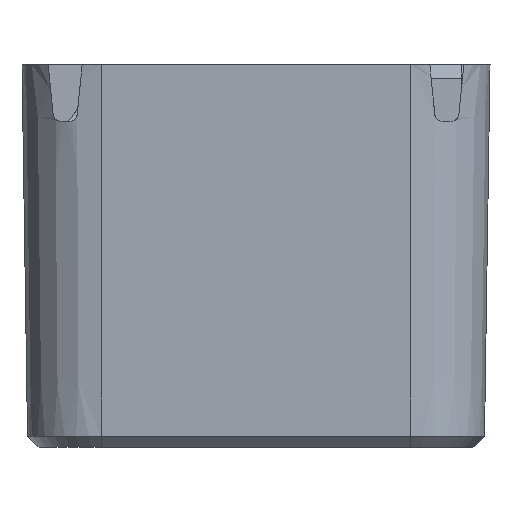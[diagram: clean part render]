
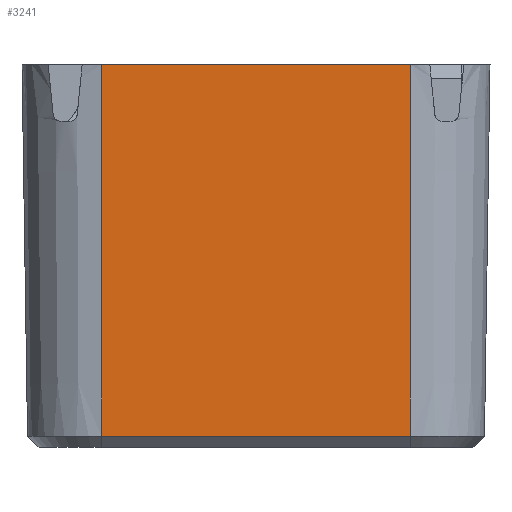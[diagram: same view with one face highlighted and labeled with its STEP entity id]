
A CAD part, left-side view. The second image highlights one B-rep face of the part: STEP entity #3241.
In plain terms, the highlighted planar face has unit normal (-1, 0, -0.015).
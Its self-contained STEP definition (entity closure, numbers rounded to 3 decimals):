
#32 = PLANE('',#33);
#33 = AXIS2_PLACEMENT_3D('',#34,#35,#36);
#34 = CARTESIAN_POINT('',(38.5,2.5,33.7));
#35 = DIRECTION('',(0.,0.,-1.));
#36 = DIRECTION('',(-1.,0.,0.));
#146 = VERTEX_POINT('',#147);
#147 = CARTESIAN_POINT('',(0.,7.,33.7));
#162 = CONICAL_SURFACE('',#163,7.,0.015);
#163 = AXIS2_PLACEMENT_3D('',#164,#165,#166);
#164 = CARTESIAN_POINT('',(7.,7.,33.7));
#165 = DIRECTION('',(0.,0.,1.));
#166 = DIRECTION('',(-1.,0.,0.));
#174 = EDGE_CURVE('',#146,#175,#177,.T.);
#175 = VERTEX_POINT('',#176);
#176 = CARTESIAN_POINT('',(0.,34.2,33.7));
#177 = SURFACE_CURVE('',#178,(#182,#189),.PCURVE_S1.);
#178 = LINE('',#179,#180);
#179 = CARTESIAN_POINT('',(0.,0.,33.7));
#180 = VECTOR('',#181,1.);
#181 = DIRECTION('',(0.,1.,0.));
#182 = PCURVE('',#32,#183);
#183 = DEFINITIONAL_REPRESENTATION('',(#184),#188);
#184 = LINE('',#185,#186);
#185 = CARTESIAN_POINT('',(38.5,-2.5));
#186 = VECTOR('',#187,1.);
#187 = DIRECTION('',(0.,1.));
#188 = ( GEOMETRIC_REPRESENTATION_CONTEXT(2) 
PARAMETRIC_REPRESENTATION_CONTEXT() REPRESENTATION_CONTEXT('2D SPACE',''
  ) );
#189 = PCURVE('',#190,#195);
#190 = PLANE('',#191);
#191 = AXIS2_PLACEMENT_3D('',#192,#193,#194);
#192 = CARTESIAN_POINT('',(0.5,0.,0.));
#193 = DIRECTION('',(-1.,0.,-0.015));
#194 = DIRECTION('',(0.,1.,0.));
#195 = DEFINITIONAL_REPRESENTATION('',(#196),#200);
#196 = LINE('',#197,#198);
#197 = CARTESIAN_POINT('',(0.,-33.704));
#198 = VECTOR('',#199,1.);
#199 = DIRECTION('',(1.,0.));
#200 = ( GEOMETRIC_REPRESENTATION_CONTEXT(2) 
PARAMETRIC_REPRESENTATION_CONTEXT() REPRESENTATION_CONTEXT('2D SPACE',''
  ) );
#219 = CONICAL_SURFACE('',#220,7.,0.015);
#220 = AXIS2_PLACEMENT_3D('',#221,#222,#223);
#221 = CARTESIAN_POINT('',(7.,34.2,33.7));
#222 = DIRECTION('',(0.,0.,1.));
#223 = DIRECTION('',(-1.,0.,0.));
#1532 = EDGE_CURVE('',#146,#1533,#1535,.T.);
#1533 = VERTEX_POINT('',#1534);
#1534 = CARTESIAN_POINT('',(0.485,7.,1.));
#1535 = SURFACE_CURVE('',#1536,(#1539,#1545),.PCURVE_S1.);
#1536 = B_SPLINE_CURVE_WITH_KNOTS('',1,(#1537,#1538),.UNSPECIFIED.,.F.,
  .F.,(2,2),(0.,1.),.PIECEWISE_BEZIER_KNOTS.);
#1537 = CARTESIAN_POINT('',(0.,7.,33.7));
#1538 = CARTESIAN_POINT('',(0.5,7.,0.));
#1539 = PCURVE('',#162,#1540);
#1540 = DEFINITIONAL_REPRESENTATION('',(#1541),#1544);
#1541 = B_SPLINE_CURVE_WITH_KNOTS('',1,(#1542,#1543),.UNSPECIFIED.,.F.,
  .F.,(2,2),(0.,1.),.PIECEWISE_BEZIER_KNOTS.);
#1542 = CARTESIAN_POINT('',(-6.283,0.));
#1543 = CARTESIAN_POINT('',(-6.283,-33.7));
#1544 = ( GEOMETRIC_REPRESENTATION_CONTEXT(2) 
PARAMETRIC_REPRESENTATION_CONTEXT() REPRESENTATION_CONTEXT('2D SPACE',''
  ) );
#1545 = PCURVE('',#190,#1546);
#1546 = DEFINITIONAL_REPRESENTATION('',(#1547),#1550);
#1547 = B_SPLINE_CURVE_WITH_KNOTS('',1,(#1548,#1549),.UNSPECIFIED.,.F.,
  .F.,(2,2),(0.,1.),.PIECEWISE_BEZIER_KNOTS.);
#1548 = CARTESIAN_POINT('',(7.,-33.704));
#1549 = CARTESIAN_POINT('',(7.,0.));
#1550 = ( GEOMETRIC_REPRESENTATION_CONTEXT(2) 
PARAMETRIC_REPRESENTATION_CONTEXT() REPRESENTATION_CONTEXT('2D SPACE',''
  ) );
#2709 = VERTEX_POINT('',#2710);
#2710 = CARTESIAN_POINT('',(0.485,34.2,1.));
#2737 = EDGE_CURVE('',#2709,#175,#2738,.T.);
#2738 = SURFACE_CURVE('',#2739,(#2743,#2750),.PCURVE_S1.);
#2739 = LINE('',#2740,#2741);
#2740 = CARTESIAN_POINT('',(0.5,34.2,0.));
#2741 = VECTOR('',#2742,1.);
#2742 = DIRECTION('',(-0.015,0.,1.));
#2743 = PCURVE('',#219,#2744);
#2744 = DEFINITIONAL_REPRESENTATION('',(#2745),#2749);
#2745 = LINE('',#2746,#2747);
#2746 = CARTESIAN_POINT('',(-0.,-33.7));
#2747 = VECTOR('',#2748,1.);
#2748 = DIRECTION('',(0.,1.));
#2749 = ( GEOMETRIC_REPRESENTATION_CONTEXT(2) 
PARAMETRIC_REPRESENTATION_CONTEXT() REPRESENTATION_CONTEXT('2D SPACE',''
  ) );
#2750 = PCURVE('',#190,#2751);
#2751 = DEFINITIONAL_REPRESENTATION('',(#2752),#2756);
#2752 = LINE('',#2753,#2754);
#2753 = CARTESIAN_POINT('',(34.2,0.));
#2754 = VECTOR('',#2755,1.);
#2755 = DIRECTION('',(0.,-1.));
#2756 = ( GEOMETRIC_REPRESENTATION_CONTEXT(2) 
PARAMETRIC_REPRESENTATION_CONTEXT() REPRESENTATION_CONTEXT('2D SPACE',''
  ) );
#3241 = ADVANCED_FACE('',(#3242),#190,.T.);
#3242 = FACE_BOUND('',#3243,.T.);
#3243 = EDGE_LOOP('',(#3244,#3245,#3271,#3272));
#3244 = ORIENTED_EDGE('',*,*,#2737,.F.);
#3245 = ORIENTED_EDGE('',*,*,#3246,.F.);
#3246 = EDGE_CURVE('',#1533,#2709,#3247,.T.);
#3247 = SURFACE_CURVE('',#3248,(#3252,#3259),.PCURVE_S1.);
#3248 = LINE('',#3249,#3250);
#3249 = CARTESIAN_POINT('',(0.485,7.,1.));
#3250 = VECTOR('',#3251,1.);
#3251 = DIRECTION('',(0.,1.,0.));
#3252 = PCURVE('',#190,#3253);
#3253 = DEFINITIONAL_REPRESENTATION('',(#3254),#3258);
#3254 = LINE('',#3255,#3256);
#3255 = CARTESIAN_POINT('',(7.,-1.));
#3256 = VECTOR('',#3257,1.);
#3257 = DIRECTION('',(1.,0.));
#3258 = ( GEOMETRIC_REPRESENTATION_CONTEXT(2) 
PARAMETRIC_REPRESENTATION_CONTEXT() REPRESENTATION_CONTEXT('2D SPACE',''
  ) );
#3259 = PCURVE('',#3260,#3265);
#3260 = PLANE('',#3261);
#3261 = AXIS2_PLACEMENT_3D('',#3262,#3263,#3264);
#3262 = CARTESIAN_POINT('',(0.993,7.,0.5));
#3263 = DIRECTION('',(-0.702,0.,-0.712)
  );
#3264 = DIRECTION('',(0.,1.,0.));
#3265 = DEFINITIONAL_REPRESENTATION('',(#3266),#3270);
#3266 = LINE('',#3267,#3268);
#3267 = CARTESIAN_POINT('',(0.,-0.712));
#3268 = VECTOR('',#3269,1.);
#3269 = DIRECTION('',(1.,0.));
#3270 = ( GEOMETRIC_REPRESENTATION_CONTEXT(2) 
PARAMETRIC_REPRESENTATION_CONTEXT() REPRESENTATION_CONTEXT('2D SPACE',''
  ) );
#3271 = ORIENTED_EDGE('',*,*,#1532,.F.);
#3272 = ORIENTED_EDGE('',*,*,#174,.T.);
